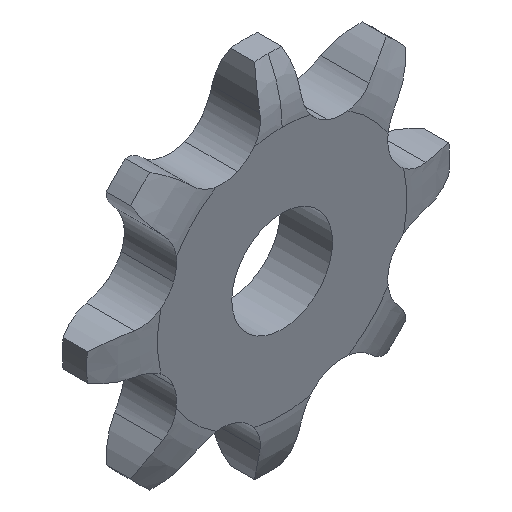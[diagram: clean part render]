
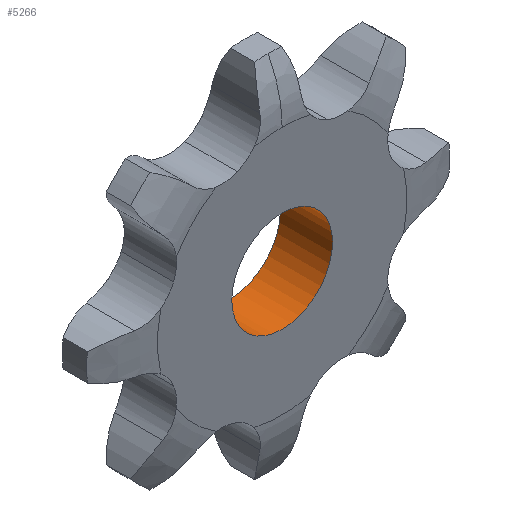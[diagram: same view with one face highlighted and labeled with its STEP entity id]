
A CAD part, isometric view. The second image highlights one B-rep face of the part: STEP entity #5266.
In plain terms, the highlighted cylindrical face has radius 2.5 mm (diameter 5 mm), a full revolution.
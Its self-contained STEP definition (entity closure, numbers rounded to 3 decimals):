
#45 = PLANE('',#46);
#46 = AXIS2_PLACEMENT_3D('',#47,#48,#49);
#47 = CARTESIAN_POINT('',(0.,0.,
    0.));
#48 = DIRECTION('',(0.,1.,0.));
#49 = DIRECTION('',(0.,0.,-1.));
#236 = PLANE('',#237);
#237 = AXIS2_PLACEMENT_3D('',#238,#239,#240);
#238 = CARTESIAN_POINT('',(0.,-2.6,0.));
#239 = DIRECTION('',(0.,-1.,0.));
#240 = DIRECTION('',(0.,0.,1.));
#1092 = EDGE_CURVE('',#1093,#1093,#1095,.T.);
#1093 = VERTEX_POINT('',#1094);
#1094 = CARTESIAN_POINT('',(2.5,0.,0.));
#1095 = SURFACE_CURVE('',#1096,(#1101,#1112),.PCURVE_S1.);
#1096 = CIRCLE('',#1097,2.5);
#1097 = AXIS2_PLACEMENT_3D('',#1098,#1099,#1100);
#1098 = CARTESIAN_POINT('',(0.,0.,0.));
#1099 = DIRECTION('',(0.,-1.,0.));
#1100 = DIRECTION('',(1.,0.,0.));
#1101 = PCURVE('',#45,#1102);
#1102 = DEFINITIONAL_REPRESENTATION('',(#1103),#1111);
#1103 = ( BOUNDED_CURVE() B_SPLINE_CURVE(2,(#1104,#1105,#1106,#1107,
#1108,#1109,#1110),.UNSPECIFIED.,.T.,.F.) B_SPLINE_CURVE_WITH_KNOTS((1,2
    ,2,2,2,1),(-2.094,0.,2.094,4.189,
6.283,8.378),.UNSPECIFIED.) CURVE() 
GEOMETRIC_REPRESENTATION_ITEM() RATIONAL_B_SPLINE_CURVE((1.,0.5,1.,0.5,
1.,0.5,1.)) REPRESENTATION_ITEM('') );
#1104 = CARTESIAN_POINT('',(0.,-2.5));
#1105 = CARTESIAN_POINT('',(-4.33,-2.5));
#1106 = CARTESIAN_POINT('',(-2.165,1.25));
#1107 = CARTESIAN_POINT('',(0.,5.));
#1108 = CARTESIAN_POINT('',(2.165,1.25));
#1109 = CARTESIAN_POINT('',(4.33,-2.5));
#1110 = CARTESIAN_POINT('',(0.,-2.5));
#1111 = ( GEOMETRIC_REPRESENTATION_CONTEXT(2) 
PARAMETRIC_REPRESENTATION_CONTEXT() REPRESENTATION_CONTEXT('2D SPACE',''
  ) );
#1112 = PCURVE('',#1113,#1118);
#1113 = CYLINDRICAL_SURFACE('',#1114,2.5);
#1114 = AXIS2_PLACEMENT_3D('',#1115,#1116,#1117);
#1115 = CARTESIAN_POINT('',(0.,0.,0.));
#1116 = DIRECTION('',(0.,1.,0.));
#1117 = DIRECTION('',(1.,0.,0.));
#1118 = DEFINITIONAL_REPRESENTATION('',(#1119),#1123);
#1119 = LINE('',#1120,#1121);
#1120 = CARTESIAN_POINT('',(-0.,0.));
#1121 = VECTOR('',#1122,1.);
#1122 = DIRECTION('',(-1.,0.));
#1123 = ( GEOMETRIC_REPRESENTATION_CONTEXT(2) 
PARAMETRIC_REPRESENTATION_CONTEXT() REPRESENTATION_CONTEXT('2D SPACE',''
  ) );
#1921 = EDGE_CURVE('',#1922,#1922,#1924,.T.);
#1922 = VERTEX_POINT('',#1923);
#1923 = CARTESIAN_POINT('',(2.5,-2.6,0.));
#1924 = SURFACE_CURVE('',#1925,(#1930,#1941),.PCURVE_S1.);
#1925 = CIRCLE('',#1926,2.5);
#1926 = AXIS2_PLACEMENT_3D('',#1927,#1928,#1929);
#1927 = CARTESIAN_POINT('',(0.,-2.6,0.));
#1928 = DIRECTION('',(-0.,1.,0.));
#1929 = DIRECTION('',(1.,0.,0.));
#1930 = PCURVE('',#236,#1931);
#1931 = DEFINITIONAL_REPRESENTATION('',(#1932),#1940);
#1932 = ( BOUNDED_CURVE() B_SPLINE_CURVE(2,(#1933,#1934,#1935,#1936,
#1937,#1938,#1939),.UNSPECIFIED.,.T.,.F.) B_SPLINE_CURVE_WITH_KNOTS((1,2
    ,2,2,2,1),(-2.094,0.,2.094,4.189,
6.283,8.378),.UNSPECIFIED.) CURVE() 
GEOMETRIC_REPRESENTATION_ITEM() RATIONAL_B_SPLINE_CURVE((1.,0.5,1.,0.5,
1.,0.5,1.)) REPRESENTATION_ITEM('') );
#1933 = CARTESIAN_POINT('',(0.,-2.5));
#1934 = CARTESIAN_POINT('',(-4.33,-2.5));
#1935 = CARTESIAN_POINT('',(-2.165,1.25));
#1936 = CARTESIAN_POINT('',(0.,5.));
#1937 = CARTESIAN_POINT('',(2.165,1.25));
#1938 = CARTESIAN_POINT('',(4.33,-2.5));
#1939 = CARTESIAN_POINT('',(0.,-2.5));
#1940 = ( GEOMETRIC_REPRESENTATION_CONTEXT(2) 
PARAMETRIC_REPRESENTATION_CONTEXT() REPRESENTATION_CONTEXT('2D SPACE',''
  ) );
#1941 = PCURVE('',#1113,#1942);
#1942 = DEFINITIONAL_REPRESENTATION('',(#1943),#1947);
#1943 = LINE('',#1944,#1945);
#1944 = CARTESIAN_POINT('',(-6.283,-2.6));
#1945 = VECTOR('',#1946,1.);
#1946 = DIRECTION('',(1.,-0.));
#1947 = ( GEOMETRIC_REPRESENTATION_CONTEXT(2) 
PARAMETRIC_REPRESENTATION_CONTEXT() REPRESENTATION_CONTEXT('2D SPACE',''
  ) );
#5266 = ADVANCED_FACE('',(#5267),#1113,.F.);
#5267 = FACE_BOUND('',#5268,.T.);
#5268 = EDGE_LOOP('',(#5269,#5270,#5291,#5292));
#5269 = ORIENTED_EDGE('',*,*,#1092,.F.);
#5270 = ORIENTED_EDGE('',*,*,#5271,.T.);
#5271 = EDGE_CURVE('',#1093,#1922,#5272,.T.);
#5272 = SEAM_CURVE('',#5273,(#5277,#5284),.PCURVE_S1.);
#5273 = LINE('',#5274,#5275);
#5274 = CARTESIAN_POINT('',(2.5,0.,0.));
#5275 = VECTOR('',#5276,1.);
#5276 = DIRECTION('',(0.,-1.,0.));
#5277 = PCURVE('',#1113,#5278);
#5278 = DEFINITIONAL_REPRESENTATION('',(#5279),#5283);
#5279 = LINE('',#5280,#5281);
#5280 = CARTESIAN_POINT('',(-6.283,0.));
#5281 = VECTOR('',#5282,1.);
#5282 = DIRECTION('',(-0.,-1.));
#5283 = ( GEOMETRIC_REPRESENTATION_CONTEXT(2) 
PARAMETRIC_REPRESENTATION_CONTEXT() REPRESENTATION_CONTEXT('2D SPACE',''
  ) );
#5284 = PCURVE('',#1113,#5285);
#5285 = DEFINITIONAL_REPRESENTATION('',(#5286),#5290);
#5286 = LINE('',#5287,#5288);
#5287 = CARTESIAN_POINT('',(-0.,0.));
#5288 = VECTOR('',#5289,1.);
#5289 = DIRECTION('',(-0.,-1.));
#5290 = ( GEOMETRIC_REPRESENTATION_CONTEXT(2) 
PARAMETRIC_REPRESENTATION_CONTEXT() REPRESENTATION_CONTEXT('2D SPACE',''
  ) );
#5291 = ORIENTED_EDGE('',*,*,#1921,.F.);
#5292 = ORIENTED_EDGE('',*,*,#5271,.F.);
